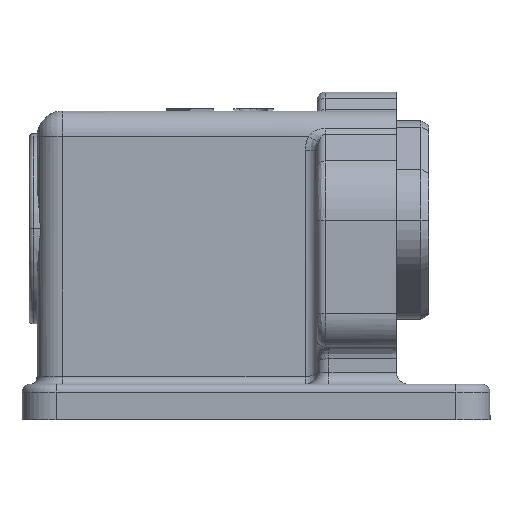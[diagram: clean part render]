
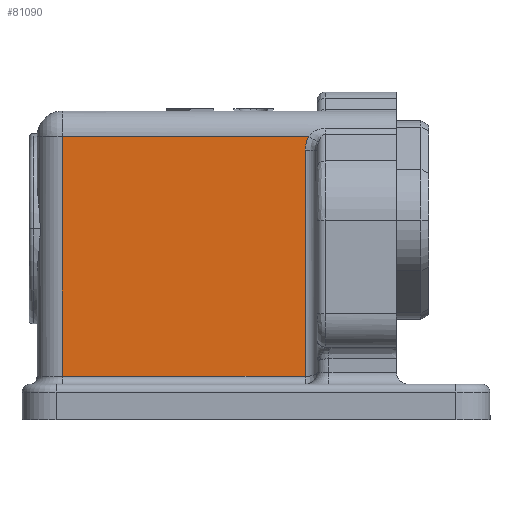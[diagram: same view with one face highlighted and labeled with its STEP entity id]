
A CAD part, left-side view. The second image highlights one B-rep face of the part: STEP entity #81090.
In plain terms, the highlighted face is planar.
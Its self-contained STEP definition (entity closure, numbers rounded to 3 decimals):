
#9530=CARTESIAN_POINT('',(13.55,-15.5,-19.55));
#9540=VERTEX_POINT('',#9530);
#20880=CARTESIAN_POINT('',(13.55,-46.1,
10.7));
#20890=VERTEX_POINT('',#20880);
#20920=CARTESIAN_POINT('',(13.55,-46.1,0.));
#20930=DIRECTION('',(0.,0.,-1.));
#20940=VECTOR('',#20930,1.);
#20950=LINE('',#20920,#20940);
#20960=CARTESIAN_POINT('',(13.55,-46.1,
-19.55));
#20970=VERTEX_POINT('',#20960);
#20980=EDGE_CURVE('',#20890,#20970,#20950,.T.);
#34620=CARTESIAN_POINT('',(13.55,-15.05,
10.7));
#34630=VERTEX_POINT('',#34620);
#80700=CARTESIAN_POINT('',(13.55,-14.5,-13.669));
#80710=DIRECTION('',(-1.,0.,0.));
#80720=DIRECTION('',(0.,0.,1.));
#80730=AXIS2_PLACEMENT_3D('',#80700,#80710,#80720);
#80740=PLANE('',#80730);
#80750=ORIENTED_EDGE('',*,*,#20980,.T.);
#80760=CARTESIAN_POINT('',(13.55,0.,10.7));
#80770=DIRECTION('',(0.,-1.,0.));
#80780=VECTOR('',#80770,1.);
#80790=LINE('',#80760,#80780);
#80800=EDGE_CURVE('',#34630,#20890,#80790,.T.);
#80810=ORIENTED_EDGE('',*,*,#80800,.T.);
#80820=CARTESIAN_POINT('',(13.55,-15.05,
10.7));
#80830=CARTESIAN_POINT('',(13.55,-15.089,
10.632));
#80840=CARTESIAN_POINT('',(13.55,-15.125,
10.562));
#80850=CARTESIAN_POINT('',(13.55,-15.281,
10.236));
#80860=CARTESIAN_POINT('',(13.55,-15.368,
9.969));
#80870=CARTESIAN_POINT('',(13.55,-15.475,
9.452));
#80880=CARTESIAN_POINT('',(13.55,-15.495,
9.204));
#80890=CARTESIAN_POINT('',(13.55,-15.5,8.953));
#80900=B_SPLINE_CURVE_WITH_KNOTS('',3,(#80820,#80830,#80840,#80850,
#80860,#80870,#80880,#80890),.UNSPECIFIED.,.F.,.F.,(4,2,2,4),(0.,
0.171,0.79,1.363),.UNSPECIFIED.);
#80910=CARTESIAN_POINT('',(13.55,-15.5,8.953));
#80920=VERTEX_POINT('',#80910);
#80930=EDGE_CURVE('',#34630,#80920,#80900,.T.);
#80940=ORIENTED_EDGE('',*,*,#80930,.F.);
#80950=CARTESIAN_POINT('',(13.55,-15.5,8.985));
#80960=DIRECTION('',(0.,0.,-1.));
#80970=VECTOR('',#80960,1.);
#80980=LINE('',#80950,#80970);
#80990=EDGE_CURVE('',#80920,#9540,#80980,.T.);
#81000=ORIENTED_EDGE('',*,*,#80990,.F.);
#81010=CARTESIAN_POINT('',(13.55,-46.1,
-19.55));
#81020=DIRECTION('',(0.,-1.,0.));
#81030=VECTOR('',#81020,1.);
#81040=LINE('',#81010,#81030);
#81050=EDGE_CURVE('',#9540,#20970,#81040,.T.);
#81060=ORIENTED_EDGE('',*,*,#81050,.F.);
#81070=EDGE_LOOP('',(#81060,#81000,#80940,#80810,#80750));
#81080=FACE_OUTER_BOUND('',#81070,.T.);
#81090=ADVANCED_FACE('',(#81080),#80740,.F.);
